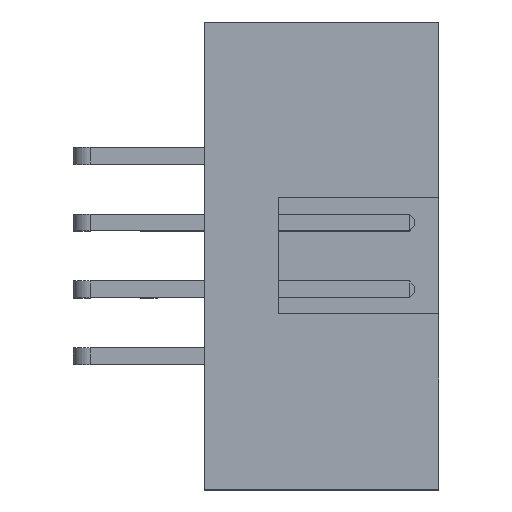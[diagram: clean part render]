
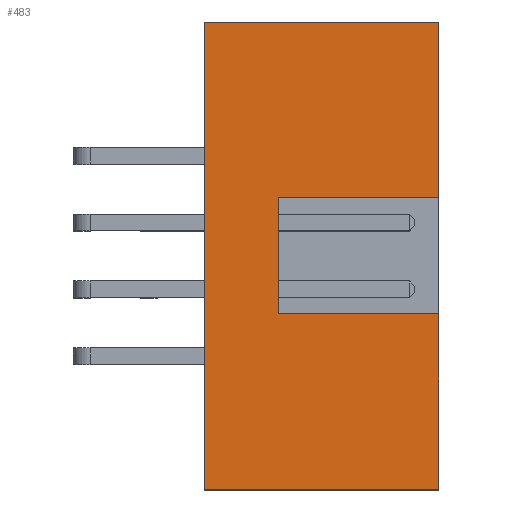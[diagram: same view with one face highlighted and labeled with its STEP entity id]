
A CAD part, top view. The second image highlights one B-rep face of the part: STEP entity #483.
In plain terms, the highlighted planar face has unit normal (0, 0, 1).
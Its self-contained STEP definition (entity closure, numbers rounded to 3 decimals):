
#33 = VERTEX_POINT('',#34);
#34 = CARTESIAN_POINT('',(4.66,-12.7,8.9));
#51 = VERTEX_POINT('',#52);
#52 = CARTESIAN_POINT('',(13.56,-12.7,8.9));
#58 = EDGE_CURVE('',#33,#51,#59,.T.);
#59 = LINE('',#60,#61);
#60 = CARTESIAN_POINT('',(6.21,-12.7,8.9));
#61 = VECTOR('',#62,1.);
#62 = DIRECTION('',(1.,0.,0.));
#73 = EDGE_CURVE('',#74,#33,#76,.T.);
#74 = VERTEX_POINT('',#75);
#75 = CARTESIAN_POINT('',(4.66,5.08,8.9));
#76 = LINE('',#77,#78);
#77 = CARTESIAN_POINT('',(4.66,5.08,8.9));
#78 = VECTOR('',#79,1.);
#79 = DIRECTION('',(0.,-1.,0.));
#400 = VERTEX_POINT('',#401);
#401 = CARTESIAN_POINT('',(13.56,5.08,8.9));
#409 = EDGE_CURVE('',#410,#51,#412,.T.);
#410 = VERTEX_POINT('',#411);
#411 = CARTESIAN_POINT('',(13.56,-6.01,8.9));
#412 = LINE('',#413,#414);
#413 = CARTESIAN_POINT('',(13.56,5.08,8.9));
#414 = VECTOR('',#415,1.);
#415 = DIRECTION('',(0.,-1.,0.));
#466 = VERTEX_POINT('',#467);
#467 = CARTESIAN_POINT('',(13.56,-1.61,8.9));
#473 = EDGE_CURVE('',#400,#466,#474,.T.);
#474 = LINE('',#475,#476);
#475 = CARTESIAN_POINT('',(13.56,5.08,8.9));
#476 = VECTOR('',#477,1.);
#477 = DIRECTION('',(0.,-1.,0.));
#483 = ADVANCED_FACE('',(#484),#518,.T.);
#484 = FACE_BOUND('',#485,.T.);
#485 = EDGE_LOOP('',(#486,#492,#493,#494,#495,#503,#511,#517));
#486 = ORIENTED_EDGE('',*,*,#487,.F.);
#487 = EDGE_CURVE('',#74,#400,#488,.T.);
#488 = LINE('',#489,#490);
#489 = CARTESIAN_POINT('',(4.66,5.08,8.9));
#490 = VECTOR('',#491,1.);
#491 = DIRECTION('',(1.,0.,0.));
#492 = ORIENTED_EDGE('',*,*,#73,.T.);
#493 = ORIENTED_EDGE('',*,*,#58,.T.);
#494 = ORIENTED_EDGE('',*,*,#409,.F.);
#495 = ORIENTED_EDGE('',*,*,#496,.T.);
#496 = EDGE_CURVE('',#410,#497,#499,.T.);
#497 = VERTEX_POINT('',#498);
#498 = CARTESIAN_POINT('',(7.46,-6.01,8.9));
#499 = LINE('',#500,#501);
#500 = CARTESIAN_POINT('',(6.06,-6.01,8.9));
#501 = VECTOR('',#502,1.);
#502 = DIRECTION('',(-1.,0.,0.));
#503 = ORIENTED_EDGE('',*,*,#504,.F.);
#504 = EDGE_CURVE('',#505,#497,#507,.T.);
#505 = VERTEX_POINT('',#506);
#506 = CARTESIAN_POINT('',(7.46,-1.61,8.9));
#507 = LINE('',#508,#509);
#508 = CARTESIAN_POINT('',(7.46,-0.465,8.9));
#509 = VECTOR('',#510,1.);
#510 = DIRECTION('',(0.,-1.,0.));
#511 = ORIENTED_EDGE('',*,*,#512,.T.);
#512 = EDGE_CURVE('',#505,#466,#513,.T.);
#513 = LINE('',#514,#515);
#514 = CARTESIAN_POINT('',(6.06,-1.61,8.9));
#515 = VECTOR('',#516,1.);
#516 = DIRECTION('',(1.,0.,0.));
#517 = ORIENTED_EDGE('',*,*,#473,.F.);
#518 = PLANE('',#519);
#519 = AXIS2_PLACEMENT_3D('',#520,#521,#522);
#520 = CARTESIAN_POINT('',(4.66,5.08,8.9));
#521 = DIRECTION('',(0.,0.,1.));
#522 = DIRECTION('',(-1.,0.,0.));
